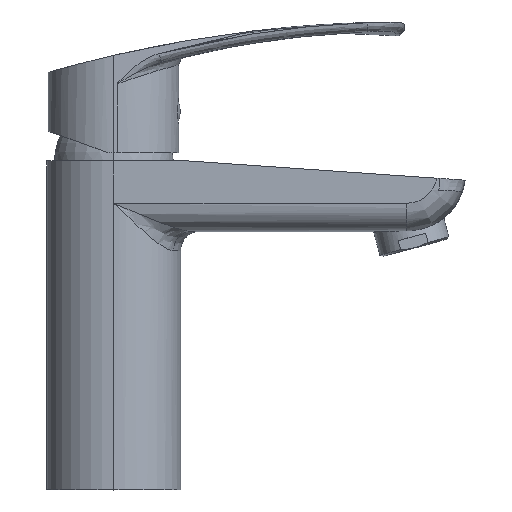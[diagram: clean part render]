
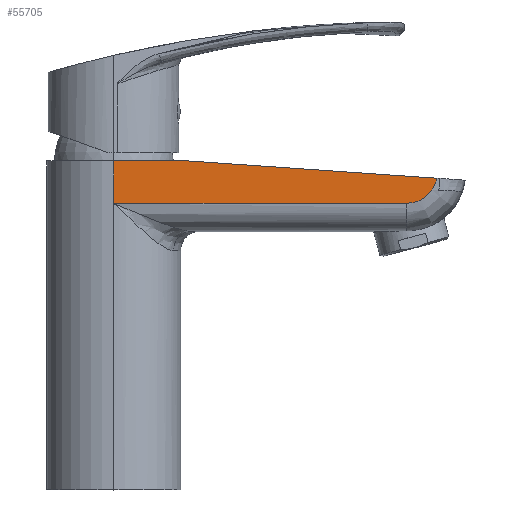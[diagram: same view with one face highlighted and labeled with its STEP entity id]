
A CAD part, top view. The second image highlights one B-rep face of the part: STEP entity #55705.
In plain terms, the highlighted planar face has unit normal (0, 0, 1).
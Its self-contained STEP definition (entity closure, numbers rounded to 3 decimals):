
#742 = VERTEX_POINT ( 'NONE', #8375 ) ;
#1939 = PLANE ( 'NONE',  #58283 ) ;
#2621 = VECTOR ( 'NONE', #49990, 1000. ) ;
#2835 = CARTESIAN_POINT ( 'NONE',  ( 103.417, 97.658, 22.55 ) ) ;
#3134 = ORIENTED_EDGE ( 'NONE', *, *, #23344, .T. ) ;
#3780 = CARTESIAN_POINT ( 'NONE',  ( 104.215, 98.12, 22.55 ) ) ;
#4097 = CARTESIAN_POINT ( 'NONE',  ( 105.696, 99.255, 22.55 ) ) ;
#5067 = CARTESIAN_POINT ( 'NONE',  ( 107.302, 101.138, 22.55 ) ) ;
#5407 = CARTESIAN_POINT ( 'NONE',  ( 104.981, 98.652, 22.55 ) ) ;
#8188 = ORIENTED_EDGE ( 'NONE', *, *, #54650, .F. ) ;
#8343 = CARTESIAN_POINT ( 'NONE',  ( 102.159, 97.114, 22.55 ) ) ;
#8375 = CARTESIAN_POINT ( 'NONE',  ( 0., 110.78, 22.55 ) ) ;
#8982 = CARTESIAN_POINT ( 'NONE',  ( 108.641, 104.051, 22.55 ) ) ;
#9291 = CARTESIAN_POINT ( 'NONE',  ( 108.852, 104.941, 22.55 ) ) ;
#10253 = CARTESIAN_POINT ( 'NONE',  ( 106.948, 100.639, 22.55 ) ) ;
#10367 = DIRECTION ( 'NONE',  ( 0.998, -0.069, 0. ) ) ;
#11076 = CARTESIAN_POINT ( 'NONE',  ( 0., 111.6, 22.55 ) ) ;
#12023 = DIRECTION ( 'NONE',  ( 1., 0., 0. ) ) ;
#12973 = FACE_OUTER_BOUND ( 'NONE', #54677, .T. ) ;
#14183 = CARTESIAN_POINT ( 'NONE',  ( 104.607, 98.373, 22.55 ) ) ;
#14501 = CARTESIAN_POINT ( 'NONE',  ( 108.589, 103.874, 22.55 ) ) ;
#14835 = CARTESIAN_POINT ( 'NONE',  ( 108.621, 103.98, 22.55 ) ) ;
#15971 = EDGE_CURVE ( 'NONE', #42081, #32164, #53328, .T. ) ;
#16420 = ORIENTED_EDGE ( 'NONE', *, *, #45514, .F. ) ;
#18085 = CARTESIAN_POINT ( 'NONE',  ( 99.2, 96.5, 22.55 ) ) ;
#18965 = ORIENTED_EDGE ( 'NONE', *, *, #15971, .T. ) ;
#19057 = CARTESIAN_POINT ( 'NONE',  ( 107.55, 101.523, 22.55 ) ) ;
#19371 = CARTESIAN_POINT ( 'NONE',  ( 106.756, 100.391, 22.55 ) ) ;
#19695 = CARTESIAN_POINT ( 'NONE',  ( 108.015, 102.399, 22.55 ) ) ;
#20734 = LINE ( 'NONE', #50614, #2621 ) ;
#20835 = LINE ( 'NONE', #11076, #49150 ) ;
#21522 = CARTESIAN_POINT ( 'NONE',  ( 0., 96.5, 22.55 ) ) ;
#21779 = CARTESIAN_POINT ( 'NONE',  ( 0., 0., 22.55 ) ) ;
#21840 = LINE ( 'NONE', #21522, #23320 ) ;
#22655 = CARTESIAN_POINT ( 'NONE',  ( 103.818, 97.88, 22.55 ) ) ;
#23299 = CARTESIAN_POINT ( 'NONE',  ( 102.585, 97.276, 22.55 ) ) ;
#23320 = VECTOR ( 'NONE', #41322, 1000. ) ;
#23344 = EDGE_CURVE ( 'NONE', #37370, #42081, #21840, .T. ) ;
#23623 = CARTESIAN_POINT ( 'NONE',  ( 102.371, 97.192, 22.55 ) ) ;
#28487 = CARTESIAN_POINT ( 'NONE',  ( 98.639, 96.5, 22.55 ) ) ;
#28804 = CARTESIAN_POINT ( 'NONE',  ( 108.652, 104.089, 22.55 ) ) ;
#29702 = CARTESIAN_POINT ( 'NONE',  ( 98.639, 96.5, 22.55 ) ) ;
#30091 = CARTESIAN_POINT ( 'NONE',  ( 108.8, 104.666, 22.55 ) ) ;
#32164 = VERTEX_POINT ( 'NONE', #52632 ) ;
#33357 = CARTESIAN_POINT ( 'NONE',  ( 100.597, 96.686, 22.55 ) ) ;
#33669 = CARTESIAN_POINT ( 'NONE',  ( 100.381, 96.647, 22.55 ) ) ;
#35063 = LINE ( 'NONE', #59752, #49720 ) ;
#37272 = CARTESIAN_POINT ( 'NONE',  ( 101.317, 96.843, 22.55 ) ) ;
#37370 = VERTEX_POINT ( 'NONE', #55498 ) ;
#38874 = CARTESIAN_POINT ( 'NONE',  ( 108.736, 104.393, 22.55 ) ) ;
#39185 = CARTESIAN_POINT ( 'NONE',  ( 108.172, 102.733, 22.55 ) ) ;
#39847 = CARTESIAN_POINT ( 'NONE',  ( 108.343, 103.14, 22.55 ) ) ;
#40163 = CARTESIAN_POINT ( 'NONE',  ( 108.512, 103.628, 22.55 ) ) ;
#41314 = CARTESIAN_POINT ( 'NONE',  ( 24.8, 110.78, 22.55 ) ) ;
#41322 = DIRECTION ( 'NONE',  ( 1., 0., 0. ) ) ;
#42081 = VERTEX_POINT ( 'NONE', #29702 ) ;
#42476 = CARTESIAN_POINT ( 'NONE',  ( 101.811, 96.99, 22.55 ) ) ;
#43110 = CARTESIAN_POINT ( 'NONE',  ( 103.007, 97.453, 22.55 ) ) ;
#44060 = CARTESIAN_POINT ( 'NONE',  ( 105.463, 99.046, 22.55 ) ) ;
#45514 = EDGE_CURVE ( 'NONE', #57481, #32164, #35063, .T. ) ;
#46050 = ORIENTED_EDGE ( 'NONE', *, *, #52254, .T. ) ;
#47349 = CARTESIAN_POINT ( 'NONE',  ( 99.758, 96.545, 22.55 ) ) ;
#47980 = CARTESIAN_POINT ( 'NONE',  ( 102.298, 97.165, 22.55 ) ) ;
#48302 = CARTESIAN_POINT ( 'NONE',  ( 100.814, 96.728, 22.55 ) ) ;
#49150 = VECTOR ( 'NONE', #50703, 1000. ) ;
#49720 = VECTOR ( 'NONE', #10367, 1000. ) ;
#49990 = DIRECTION ( 'NONE',  ( -1., 0., 0. ) ) ;
#50614 = CARTESIAN_POINT ( 'NONE',  ( 0., 110.78, 22.55 ) ) ;
#50703 = DIRECTION ( 'NONE',  ( 0., 1., 0. ) ) ;
#52254 = EDGE_CURVE ( 'NONE', #57481, #742, #20734, .T. ) ;
#52632 = CARTESIAN_POINT ( 'NONE',  ( 108.852, 104.941, 22.55 ) ) ;
#53328 = B_SPLINE_CURVE_WITH_KNOTS ( 'NONE', 3,
 ( #28487, #18085, #47349, #33669, #61961, #33357, #48302, #37272, #42476, #8343, #47980, #23623, #23299, #43110, #2835, #22655, #62913, #3780, #14183, #5407, #44060, #4097, #59321, #63865, #19371, #10253, #5067, #19057, #53805, #54769, #58987, #19695, #39185, #39847, #40163, #14501, #14835, #8982, #28804, #38874, #30091, #9291 ),
 .UNSPECIFIED., .F., .F.,
 ( 4, 2, 2, 1, 1, 1, 2, 2, 1, 2, 2, 1, 2, 2, 2, 2, 1, 1, 2, 2, 1, 1, 1, 2, 2, 4 ),
 ( 0., 0.117, 0.131, 0.146, 0.175, 0.233, 0.248, 0.263, 0.292, 0.35, 0.379, 0.408, 0.467, 0.525, 0.583, 0.642, 0.7, 0.729, 0.744, 0.759, 0.817, 0.846, 0.861, 0.868, 0.875, 0.934 ),
 .UNSPECIFIED. ) ;
#53805 = CARTESIAN_POINT ( 'NONE',  ( 107.809, 101.99, 22.55 ) ) ;
#54650 = EDGE_CURVE ( 'NONE', #37370, #742, #20835, .T. ) ;
#54677 = EDGE_LOOP ( 'NONE', ( #16420, #46050, #8188, #3134, #18965 ) ) ;
#54769 = CARTESIAN_POINT ( 'NONE',  ( 107.914, 102.195, 22.55 ) ) ;
#55498 = CARTESIAN_POINT ( 'NONE',  ( 0., 96.5, 22.55 ) ) ;
#55705 = ADVANCED_FACE ( 'NONE', ( #12973 ), #1939, .T. ) ;
#56521 = DIRECTION ( 'NONE',  ( 0., 0., 1. ) ) ;
#57481 = VERTEX_POINT ( 'NONE', #41314 ) ;
#58283 = AXIS2_PLACEMENT_3D ( 'NONE', #21779, #56521, #12023 ) ;
#58987 = CARTESIAN_POINT ( 'NONE',  ( 107.982, 102.332, 22.55 ) ) ;
#59321 = CARTESIAN_POINT ( 'NONE',  ( 106.141, 99.69, 22.55 ) ) ;
#59752 = CARTESIAN_POINT ( 'NONE',  ( 7.778, 111.963, 22.55 ) ) ;
#61961 = CARTESIAN_POINT ( 'NONE',  ( 100.452, 96.659, 22.55 ) ) ;
#62913 = CARTESIAN_POINT ( 'NONE',  ( 103.949, 97.957, 22.55 ) ) ;
#63865 = CARTESIAN_POINT ( 'NONE',  ( 106.353, 99.918, 22.55 ) ) ;
